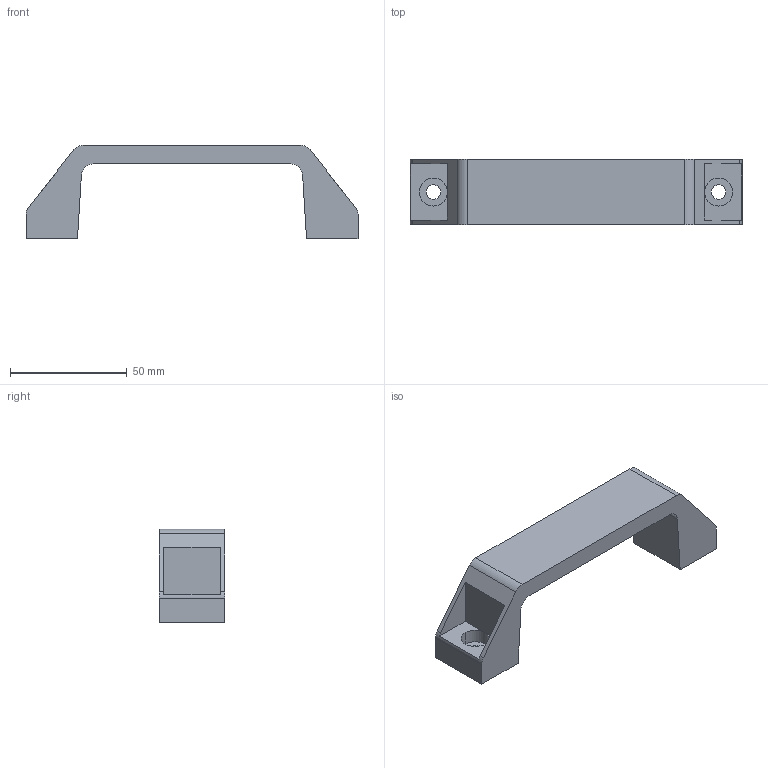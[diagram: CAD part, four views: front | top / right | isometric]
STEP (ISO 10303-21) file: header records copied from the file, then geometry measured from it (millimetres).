
FILE_DESCRIPTION(('Creo Elements/Direct Modeling STEP Export'),'2;1');
FILE_NAME('44.0280_Bügelgriff-MMS-44_Bohrungsabstand122mm.stp','2022-03-21T 9:00:14',(''),(''),'PTC Creo Elements/Direct Modeling STEP processor for AP214 (Solid Model)','PTC Creo Elements/Direct Modeling 19.0C 15-Aug-2015 (C) Parametric Technology GmbH','');
FILE_SCHEMA(('AUTOMOTIVE_DESIGN { 1 0 10303 214 1 1 1 1 }'));
Length unit declared in the file: millimetre
Products named in the file (2): Bügelgriff-MMS-44_Bohrungsabstand122mm_44.0280_PX173812
Assembly tree (1 placements, depth 2):
  Bügelgriff-MMS-44_Bohrungsabstand122mm_44.0280_PX173812
    Bügelgriff-MMS-44_Bohrungsabstand122mm_44.0280_PX173812
Bounding box: 142 x 28 x 40 mm (x, y, z)
Volume: 46438.2 mm3; surface area: 16649.6 mm2
Topology: 1 solids, 1 shells, 36 faces, 100 edges, 66 vertices
Faces by surface type: plane 22, cylinder 14
Entity records: 1165 total; most frequent: ORIENTED_EDGE 200, CARTESIAN_POINT 194, DIRECTION 190, EDGE_CURVE 100, VERTEX_POINT 66, VECTOR 66, LINE 66, AXIS2_PLACEMENT_3D 62
